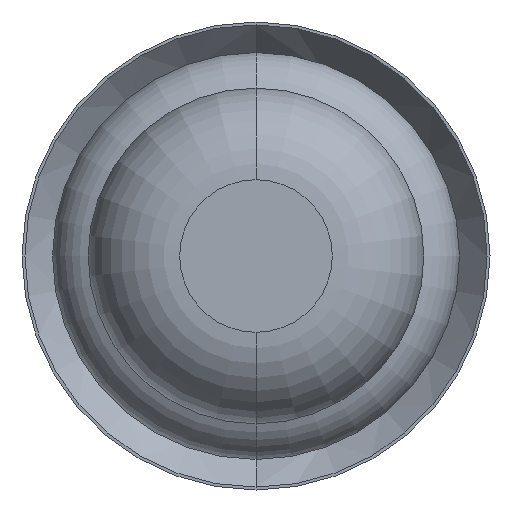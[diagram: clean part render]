
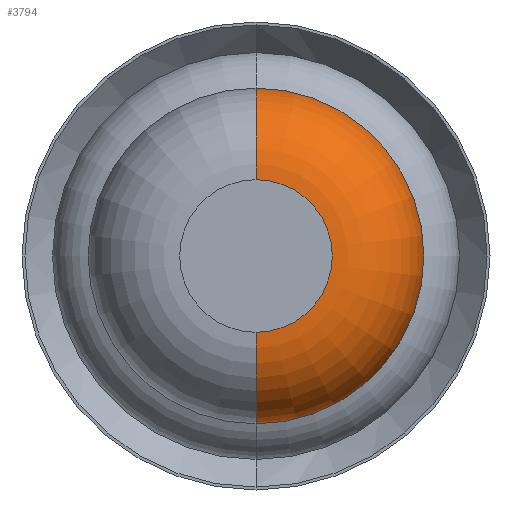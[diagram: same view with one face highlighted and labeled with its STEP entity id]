
A CAD part, front view. The second image highlights one B-rep face of the part: STEP entity #3794.
In plain terms, the highlighted toroidal (fillet/blend) face has major radius 0.375 mm and minor radius 0.45 mm.
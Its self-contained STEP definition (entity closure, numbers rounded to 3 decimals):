
#127 = ORIENTED_EDGE ( 'NONE', *, *, #2255, .F. ) ;
#271 = DIRECTION ( 'NONE',  ( 0., 0., 1. ) ) ;
#341 = VERTEX_POINT ( 'NONE', #780 ) ;
#354 = DIRECTION ( 'NONE',  ( -1., 0., 0. ) ) ;
#780 = CARTESIAN_POINT ( 'NONE',  ( 0., -28.55, -0.825 ) ) ;
#1052 = CIRCLE ( 'NONE', #2560, 0.825 ) ;
#1146 = ORIENTED_EDGE ( 'NONE', *, *, #5591, .F. ) ;
#1311 = DIRECTION ( 'NONE',  ( 0., 0., 1. ) ) ;
#1359 = ORIENTED_EDGE ( 'NONE', *, *, #3494, .T. ) ;
#1377 = CARTESIAN_POINT ( 'NONE',  ( 0., -28.55, 0.375 ) ) ;
#1409 = DIRECTION ( 'NONE',  ( 1., 0., 0. ) ) ;
#1796 = DIRECTION ( 'NONE',  ( 0., 0., 1. ) ) ;
#1834 = EDGE_LOOP ( 'NONE', ( #1359, #3674, #1146, #127 ) ) ;
#1920 = CARTESIAN_POINT ( 'NONE',  ( 0., -29., 0.375 ) ) ;
#2177 = CARTESIAN_POINT ( 'NONE',  ( 0., -28.55, 0. ) ) ;
#2255 = EDGE_CURVE ( 'NONE', #6310, #5810, #4631, .T. ) ;
#2272 = AXIS2_PLACEMENT_3D ( 'NONE', #3772, #4263, #1796 ) ;
#2546 = CARTESIAN_POINT ( 'NONE',  ( 0., -29., -0.375 ) ) ;
#2560 = AXIS2_PLACEMENT_3D ( 'NONE', #2177, #5205, #271 ) ;
#2760 = CIRCLE ( 'NONE', #2272, 0.375 ) ;
#2875 = DIRECTION ( 'NONE',  ( 0., 0., 1. ) ) ;
#2935 = EDGE_CURVE ( 'NONE', #4105, #341, #4681, .T. ) ;
#3086 = FACE_OUTER_BOUND ( 'NONE', #1834, .T. ) ;
#3175 = DIRECTION ( 'NONE',  ( 0., 1., 0. ) ) ;
#3494 = EDGE_CURVE ( 'Defeature ausgef�hrt4_8+Defeature ausgef�hrt4_7+Defeature ausgef�hrt4_7+Defeature ausgef�hrt4_7', #6310, #4105, #2760, .T. ) ;
#3674 = ORIENTED_EDGE ( 'NONE', *, *, #2935, .T. ) ;
#3772 = CARTESIAN_POINT ( 'NONE',  ( 0., -29., 0. ) ) ;
#3794 = ADVANCED_FACE ( 'Defeature ausgef�hrt4_8', ( #3086 ), #4303, .T. ) ;
#3818 = AXIS2_PLACEMENT_3D ( 'NONE', #6122, #3175, #2875 ) ;
#3990 = AXIS2_PLACEMENT_3D ( 'NONE', #6407, #1409, #5317 ) ;
#4105 = VERTEX_POINT ( 'NONE', #2546 ) ;
#4263 = DIRECTION ( 'NONE',  ( 0., 1., 0. ) ) ;
#4303 = TOROIDAL_SURFACE ( 'NONE', #3818, 0.375, 0.45 ) ;
#4631 = CIRCLE ( 'NONE', #5000, 0.45 ) ;
#4681 = CIRCLE ( 'NONE', #3990, 0.45 ) ;
#5000 = AXIS2_PLACEMENT_3D ( 'NONE', #1377, #354, #1311 ) ;
#5205 = DIRECTION ( 'NONE',  ( 0., 1., 0. ) ) ;
#5317 = DIRECTION ( 'NONE',  ( 0., 0., -1. ) ) ;
#5426 = CARTESIAN_POINT ( 'NONE',  ( 0., -28.55, 0.825 ) ) ;
#5591 = EDGE_CURVE ( 'Defeature ausgef�hrt4_9+Defeature ausgef�hrt4_8+Defeature ausgef�hrt4_8+Defeature ausgef�hrt4_8', #5810, #341, #1052, .T. ) ;
#5810 = VERTEX_POINT ( 'NONE', #5426 ) ;
#6122 = CARTESIAN_POINT ( 'NONE',  ( 0., -28.55, 0. ) ) ;
#6310 = VERTEX_POINT ( 'NONE', #1920 ) ;
#6407 = CARTESIAN_POINT ( 'NONE',  ( 0., -28.55, -0.375 ) ) ;
